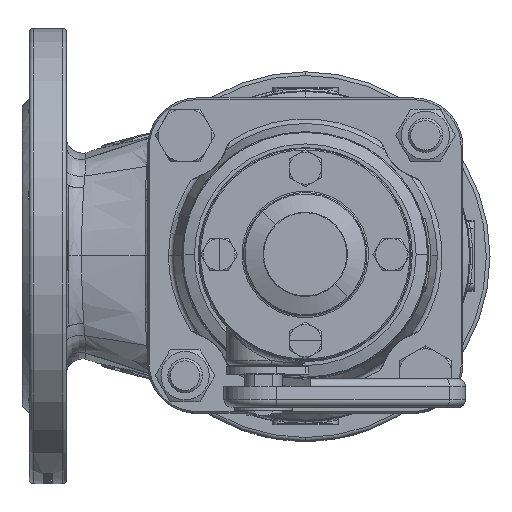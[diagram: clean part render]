
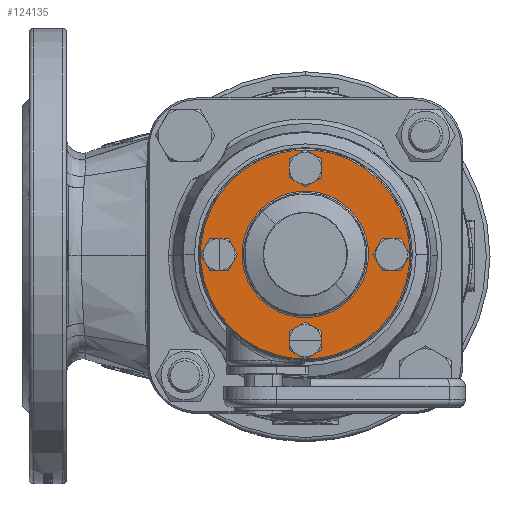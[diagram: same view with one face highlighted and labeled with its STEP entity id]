
A CAD part, top view. The second image highlights one B-rep face of the part: STEP entity #124135.
In plain terms, the highlighted planar face has unit normal (0, 0, 1).
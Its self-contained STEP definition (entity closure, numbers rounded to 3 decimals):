
#122882=CARTESIAN_POINT('',(3.182,31.818,361.));
#122883=VERTEX_POINT('',#122882);
#122890=CARTESIAN_POINT('',(-3.182,38.182,361.));
#122891=VERTEX_POINT('',#122890);
#122892=CARTESIAN_POINT('',(0.,35.,361.));
#122893=DIRECTION('',(0.,0.,1.));
#122894=DIRECTION('',(-0.707,0.707,0.));
#122895=AXIS2_PLACEMENT_3D('',#122892,#122893,#122894);
#122896=CIRCLE('',#122895,4.5);
#122897=EDGE_CURVE('NONE',#122883,#122891,#122896,.T.);
#122924=CARTESIAN_POINT('',(-31.818,-3.182,361.));
#122925=VERTEX_POINT('',#122924);
#122932=CARTESIAN_POINT('',(-38.182,3.182,361.));
#122933=VERTEX_POINT('',#122932);
#122934=CARTESIAN_POINT('',(-35.,0.,361.));
#122935=DIRECTION('',(0.,0.,1.));
#122936=DIRECTION('',(-0.707,0.707,0.));
#122937=AXIS2_PLACEMENT_3D('',#122934,#122935,#122936);
#122938=CIRCLE('',#122937,4.5);
#122939=EDGE_CURVE('NONE',#122925,#122933,#122938,.T.);
#122966=CARTESIAN_POINT('',(3.182,-38.182,361.));
#122967=VERTEX_POINT('',#122966);
#122974=CARTESIAN_POINT('',(-3.182,-31.818,361.));
#122975=VERTEX_POINT('',#122974);
#122976=CARTESIAN_POINT('',(0.,-35.,361.));
#122977=DIRECTION('',(0.,0.,1.));
#122978=DIRECTION('',(-0.707,0.707,0.));
#122979=AXIS2_PLACEMENT_3D('',#122976,#122977,#122978);
#122980=CIRCLE('',#122979,4.5);
#122981=EDGE_CURVE('NONE',#122967,#122975,#122980,.T.);
#123008=CARTESIAN_POINT('',(38.182,-3.182,361.));
#123009=VERTEX_POINT('',#123008);
#123016=CARTESIAN_POINT('',(31.818,3.182,361.));
#123017=VERTEX_POINT('',#123016);
#123018=CARTESIAN_POINT('',(35.,0.,361.));
#123019=DIRECTION('',(0.,0.,1.));
#123020=DIRECTION('',(-0.707,0.707,0.));
#123021=AXIS2_PLACEMENT_3D('',#123018,#123019,#123020);
#123022=CIRCLE('',#123021,4.5);
#123023=EDGE_CURVE('NONE',#123009,#123017,#123022,.T.);
#123123=CARTESIAN_POINT('',(-30.052,30.052,361.));
#123124=VERTEX_POINT('',#123123);
#123125=CARTESIAN_POINT('',(30.052,-30.052,361.));
#123126=VERTEX_POINT('',#123125);
#123127=CARTESIAN_POINT('',(0.,0.,361.));
#123128=DIRECTION('',(-0.,-0.,1.));
#123129=DIRECTION('',(0.707,-0.707,0.));
#123130=AXIS2_PLACEMENT_3D('',#123127,#123128,#123129);
#123131=CIRCLE('',#123130,42.5);
#123132=EDGE_CURVE('NONE',#123124,#123126,#123131,.T.);
#123165=CARTESIAN_POINT('',(-18.173,18.173,361.));
#123166=VERTEX_POINT('',#123165);
#123167=CARTESIAN_POINT('',(18.173,-18.173,361.));
#123168=VERTEX_POINT('',#123167);
#123169=CARTESIAN_POINT('',(0.,0.,361.));
#123170=DIRECTION('',(0.,0.,-1.));
#123171=DIRECTION('',(0.707,-0.707,0.));
#123172=AXIS2_PLACEMENT_3D('',#123169,#123170,#123171);
#123173=CIRCLE('',#123172,25.7);
#123174=EDGE_CURVE('NONE',#123166,#123168,#123173,.T.);
#124070=CARTESIAN_POINT('',(30.406,30.406,361.));
#124071=DIRECTION('',(0.,0.,-1.));
#124072=DIRECTION('',(0.707,-0.707,0.));
#124073=AXIS2_PLACEMENT_3D('',#124070,#124071,#124072);
#124074=PLANE('',#124073);
#124075=CARTESIAN_POINT('',(0.,35.,361.));
#124076=DIRECTION('',(0.,0.,1.));
#124077=DIRECTION('',(-0.707,0.707,0.));
#124078=AXIS2_PLACEMENT_3D('',#124075,#124076,#124077);
#124079=CIRCLE('',#124078,4.5);
#124080=EDGE_CURVE('NONE',#122891,#122883,#124079,.T.);
#124081=ORIENTED_EDGE('',*,*,#124080,.F.);
#124082=ORIENTED_EDGE('',*,*,#122897,.F.);
#124083=EDGE_LOOP('',(#124081,#124082));
#124084=FACE_BOUND('',#124083,.T.);
#124085=CARTESIAN_POINT('',(-35.,0.,361.));
#124086=DIRECTION('',(0.,0.,1.));
#124087=DIRECTION('',(-0.707,0.707,0.));
#124088=AXIS2_PLACEMENT_3D('',#124085,#124086,#124087);
#124089=CIRCLE('',#124088,4.5);
#124090=EDGE_CURVE('NONE',#122933,#122925,#124089,.T.);
#124091=ORIENTED_EDGE('',*,*,#124090,.F.);
#124092=ORIENTED_EDGE('',*,*,#122939,.F.);
#124093=EDGE_LOOP('',(#124091,#124092));
#124094=FACE_BOUND('',#124093,.T.);
#124095=CARTESIAN_POINT('',(0.,-35.,361.));
#124096=DIRECTION('',(0.,0.,1.));
#124097=DIRECTION('',(-0.707,0.707,0.));
#124098=AXIS2_PLACEMENT_3D('',#124095,#124096,#124097);
#124099=CIRCLE('',#124098,4.5);
#124100=EDGE_CURVE('NONE',#122975,#122967,#124099,.T.);
#124101=ORIENTED_EDGE('',*,*,#124100,.F.);
#124102=ORIENTED_EDGE('',*,*,#122981,.F.);
#124103=EDGE_LOOP('',(#124101,#124102));
#124104=FACE_BOUND('',#124103,.T.);
#124105=CARTESIAN_POINT('',(35.,0.,361.));
#124106=DIRECTION('',(0.,0.,1.));
#124107=DIRECTION('',(-0.707,0.707,0.));
#124108=AXIS2_PLACEMENT_3D('',#124105,#124106,#124107);
#124109=CIRCLE('',#124108,4.5);
#124110=EDGE_CURVE('NONE',#123017,#123009,#124109,.T.);
#124111=ORIENTED_EDGE('',*,*,#124110,.F.);
#124112=ORIENTED_EDGE('',*,*,#123023,.F.);
#124113=EDGE_LOOP('',(#124111,#124112));
#124114=FACE_BOUND('',#124113,.T.);
#124115=CARTESIAN_POINT('',(0.,0.,361.));
#124116=DIRECTION('',(-0.,-0.,1.));
#124117=DIRECTION('',(0.707,-0.707,0.));
#124118=AXIS2_PLACEMENT_3D('',#124115,#124116,#124117);
#124119=CIRCLE('',#124118,42.5);
#124120=EDGE_CURVE('NONE',#123126,#123124,#124119,.T.);
#124121=ORIENTED_EDGE('',*,*,#124120,.T.);
#124122=ORIENTED_EDGE('',*,*,#123132,.T.);
#124123=EDGE_LOOP('',(#124121,#124122));
#124124=FACE_BOUND('',#124123,.T.);
#124125=CARTESIAN_POINT('',(0.,0.,361.));
#124126=DIRECTION('',(0.,0.,-1.));
#124127=DIRECTION('',(0.707,-0.707,0.));
#124128=AXIS2_PLACEMENT_3D('',#124125,#124126,#124127);
#124129=CIRCLE('',#124128,25.7);
#124130=EDGE_CURVE('NONE',#123168,#123166,#124129,.T.);
#124131=ORIENTED_EDGE('',*,*,#124130,.T.);
#124132=ORIENTED_EDGE('',*,*,#123174,.T.);
#124133=EDGE_LOOP('',(#124131,#124132));
#124134=FACE_BOUND('',#124133,.T.);
#124135=ADVANCED_FACE('NONE',(#124084,#124094,#124104,#124114,#124124,#124134),#124074,.F.);
